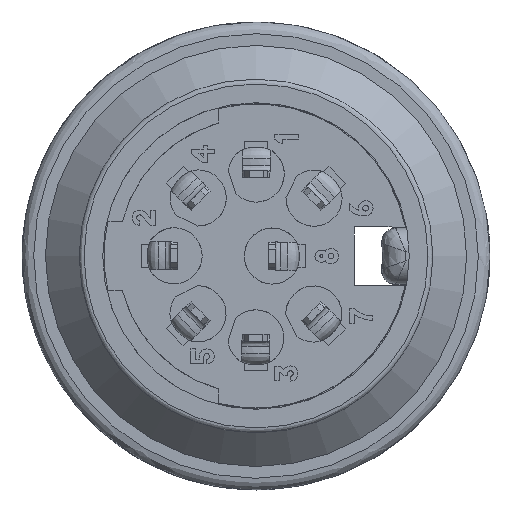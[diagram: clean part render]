
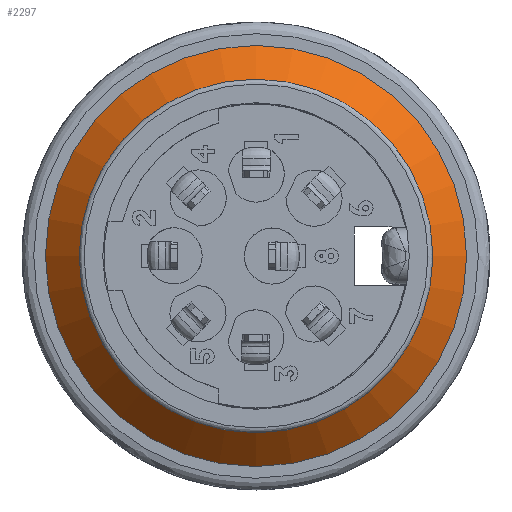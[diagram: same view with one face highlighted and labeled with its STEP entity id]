
A CAD part, left-side view. The second image highlights one B-rep face of the part: STEP entity #2297.
In plain terms, the highlighted conical face has half-angle 45 degrees and reference radius 7.55 mm.
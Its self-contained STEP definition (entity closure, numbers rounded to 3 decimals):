
#1608=CONICAL_SURFACE('',#10772,7.55,45.);
#1646=FACE_BOUND('',#3524,.T.);
#1647=FACE_BOUND('',#3525,.T.);
#2297=ADVANCED_FACE('',(#1646,#1647),#1608,.T.);
#3524=EDGE_LOOP('',(#5755));
#3525=EDGE_LOOP('',(#5756));
#5755=ORIENTED_EDGE('',*,*,#9244,.T.);
#5756=ORIENTED_EDGE('',*,*,#9245,.F.);
#8330=VERTEX_POINT('',#15215);
#8331=VERTEX_POINT('',#15218);
#9244=EDGE_CURVE('',#8330,#8330,#10480,.T.);
#9245=EDGE_CURVE('',#8331,#8331,#10481,.T.);
#10480=CIRCLE('',#10769,7.55);
#10481=CIRCLE('',#10771,9.);
#10769=AXIS2_PLACEMENT_3D('',#15214,#11492,#11493);
#10771=AXIS2_PLACEMENT_3D('',#15217,#11496,#11497);
#10772=AXIS2_PLACEMENT_3D('',#15219,#11498,#11499);
#11492=DIRECTION('',(1.,0.,0.));
#11493=DIRECTION('',(0.,-1.,-0.002));
#11496=DIRECTION('',(1.,0.,0.));
#11497=DIRECTION('',(0.,-1.,-0.002));
#11498=DIRECTION('',(1.,0.,0.));
#11499=DIRECTION('',(0.,-1.,-0.002));
#15214=CARTESIAN_POINT('',(-3.45,0.,0.));
#15215=CARTESIAN_POINT('',(-3.45,-7.55,-0.014));
#15217=CARTESIAN_POINT('',(-2.,0.,0.));
#15218=CARTESIAN_POINT('',(-2.,-9.,-0.017));
#15219=CARTESIAN_POINT('',(-3.45,0.,0.));
